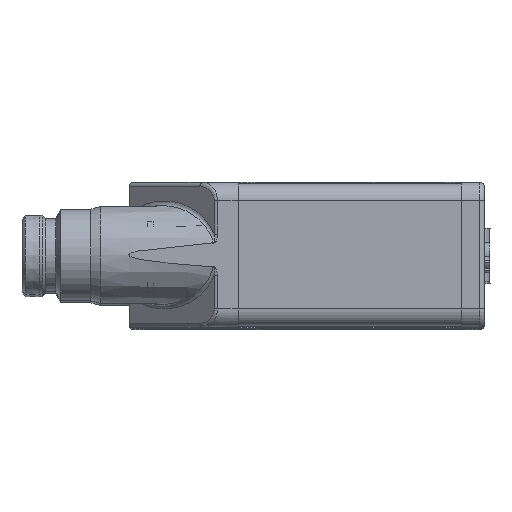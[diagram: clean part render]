
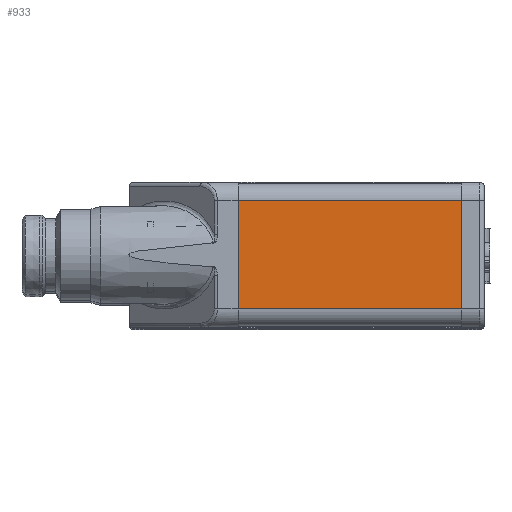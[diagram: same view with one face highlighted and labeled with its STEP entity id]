
A CAD part, top view. The second image highlights one B-rep face of the part: STEP entity #933.
In plain terms, the highlighted planar face has unit normal (0, 0, 1).
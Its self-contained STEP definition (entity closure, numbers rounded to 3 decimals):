
#933 = ADVANCED_FACE( '', ( #1783 ), #1784, .T. );
#1783 = FACE_OUTER_BOUND( '', #3260, .T. );
#1784 = PLANE( '', #3261 );
#3260 = EDGE_LOOP( '', ( #4987, #4988, #4989, #4990 ) );
#3261 = AXIS2_PLACEMENT_3D( '', #4991, #4992, #4993 );
#4987 = ORIENTED_EDGE( '', *, *, #5470, .T. );
#4988 = ORIENTED_EDGE( '', *, *, #5615, .F. );
#4989 = ORIENTED_EDGE( '', *, *, #5762, .F. );
#4990 = ORIENTED_EDGE( '', *, *, #5725, .T. );
#4991 = CARTESIAN_POINT( '', ( -3.4, 4.35, 19.85 ) );
#4992 = DIRECTION( '', ( 0., 0., 1. ) );
#4993 = DIRECTION( '', ( 1., 0., 0. ) );
#5470 = EDGE_CURVE( '', #6343, #6340, #6344, .T. );
#5615 = EDGE_CURVE( '', #6584, #6340, #6585, .T. );
#5725 = EDGE_CURVE( '', #6749, #6343, #6750, .T. );
#5762 = EDGE_CURVE( '', #6749, #6584, #6808, .T. );
#6340 = VERTEX_POINT( '', #7506 );
#6343 = VERTEX_POINT( '', #7509 );
#6344 = LINE( '', #7510, #7511 );
#6584 = VERTEX_POINT( '', #7929 );
#6585 = LINE( '', #7930, #7931 );
#6749 = VERTEX_POINT( '', #8278 );
#6750 = LINE( '', #8279, #8280 );
#6808 = LINE( '', #8361, #8362 );
#7506 = CARTESIAN_POINT( '', ( 13.602, -4.75, 19.85 ) );
#7509 = CARTESIAN_POINT( '', ( -6., -4.75, 19.85 ) );
#7510 = CARTESIAN_POINT( '', ( -3.4, -4.75, 19.85 ) );
#7511 = VECTOR( '', #9372, 1000. );
#7929 = CARTESIAN_POINT( '', ( 13.602, 4.75, 19.85 ) );
#7930 = CARTESIAN_POINT( '', ( 13.602, 4.35, 19.85 ) );
#7931 = VECTOR( '', #9581, 1000. );
#8278 = CARTESIAN_POINT( '', ( -6., 4.75, 19.85 ) );
#8279 = CARTESIAN_POINT( '', ( -6., 4.35, 19.85 ) );
#8280 = VECTOR( '', #9713, 1000. );
#8361 = CARTESIAN_POINT( '', ( -3.4, 4.75, 19.85 ) );
#8362 = VECTOR( '', #9761, 1000. );
#9372 = DIRECTION( '', ( 1., 0., 0. ) );
#9581 = DIRECTION( '', ( 0., -1., 0. ) );
#9713 = DIRECTION( '', ( 0., -1., 0. ) );
#9761 = DIRECTION( '', ( 1., 0., 0. ) );
